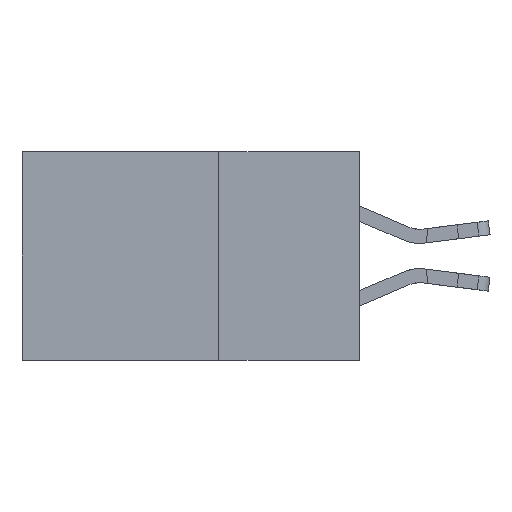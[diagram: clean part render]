
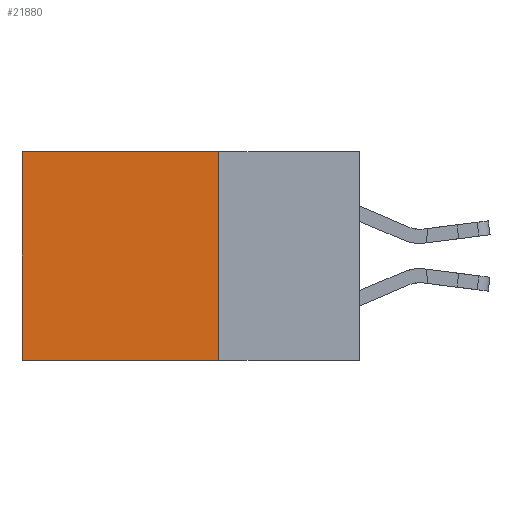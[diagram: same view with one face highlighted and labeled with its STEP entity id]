
A CAD part, left-side view. The second image highlights one B-rep face of the part: STEP entity #21880.
In plain terms, the highlighted planar face has unit normal (-1, 0, 0).
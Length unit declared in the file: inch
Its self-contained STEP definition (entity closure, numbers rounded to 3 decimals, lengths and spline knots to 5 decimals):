
#404 = CARTESIAN_POINT ( 'NONE',  ( 0.2875, 0.25, 0. ) ) ;
#521 = EDGE_CURVE ( 'NONE', #2911, #11539, #1254, .T. ) ;
#1194 = PLANE ( 'NONE',  #20117 ) ;
#1254 = LINE ( 'NONE', #2933, #14048 ) ;
#1367 = DIRECTION ( 'NONE',  ( 0., 0., -1. ) ) ;
#1808 = LINE ( 'NONE', #5143, #9452 ) ;
#2911 = VERTEX_POINT ( 'NONE', #12524 ) ;
#2933 = CARTESIAN_POINT ( 'NONE',  ( 0.2875, 0.6, 0. ) ) ;
#2981 = DIRECTION ( 'NONE',  ( 1., 0., 0. ) ) ;
#3198 = VECTOR ( 'NONE', #5129, 39.37008 ) ;
#3581 = LINE ( 'NONE', #13374, #3198 ) ;
#4147 = CARTESIAN_POINT ( 'NONE',  ( 0.2875, 0.25, -0.37 ) ) ;
#5129 = DIRECTION ( 'NONE',  ( 0., 0., -1. ) ) ;
#5143 = CARTESIAN_POINT ( 'NONE',  ( 0.2875, 0.25, 0. ) ) ;
#5467 = DIRECTION ( 'NONE',  ( 0., 1., 0. ) ) ;
#6409 = EDGE_LOOP ( 'NONE', ( #7214, #11689, #15537, #6498 ) ) ;
#6498 = ORIENTED_EDGE ( 'NONE', *, *, #21169, .T. ) ;
#7214 = ORIENTED_EDGE ( 'NONE', *, *, #521, .T. ) ;
#8096 = VECTOR ( 'NONE', #11602, 39.37008 ) ;
#8299 = CARTESIAN_POINT ( 'NONE',  ( 0.2875, 0.25, 0. ) ) ;
#9324 = EDGE_CURVE ( 'NONE', #13977, #11539, #13730, .T. ) ;
#9452 = VECTOR ( 'NONE', #5467, 39.37008 ) ;
#11242 = EDGE_CURVE ( 'NONE', #18954, #13977, #3581, .T. ) ;
#11539 = VERTEX_POINT ( 'NONE', #21276 ) ;
#11602 = DIRECTION ( 'NONE',  ( 0., 1., 0. ) ) ;
#11689 = ORIENTED_EDGE ( 'NONE', *, *, #9324, .F. ) ;
#12524 = CARTESIAN_POINT ( 'NONE',  ( 0.2875, 0.6, 0. ) ) ;
#13374 = CARTESIAN_POINT ( 'NONE',  ( 0.2875, 0.25, 0. ) ) ;
#13730 = LINE ( 'NONE', #21763, #8096 ) ;
#13977 = VERTEX_POINT ( 'NONE', #4147 ) ;
#14048 = VECTOR ( 'NONE', #1367, 39.37008 ) ;
#15537 = ORIENTED_EDGE ( 'NONE', *, *, #11242, .F. ) ;
#16688 = FACE_OUTER_BOUND ( 'NONE', #6409, .T. ) ;
#18954 = VERTEX_POINT ( 'NONE', #404 ) ;
#20117 = AXIS2_PLACEMENT_3D ( 'NONE', #8299, #2981, #21810 ) ;
#21169 = EDGE_CURVE ( 'NONE', #18954, #2911, #1808, .T. ) ;
#21276 = CARTESIAN_POINT ( 'NONE',  ( 0.2875, 0.6, -0.37 ) ) ;
#21763 = CARTESIAN_POINT ( 'NONE',  ( 0.2875, 0.25, -0.37 ) ) ;
#21810 = DIRECTION ( 'NONE',  ( 0., 0., -1. ) ) ;
#21880 = ADVANCED_FACE ( 'NONE', ( #16688 ), #1194, .F. ) ;
